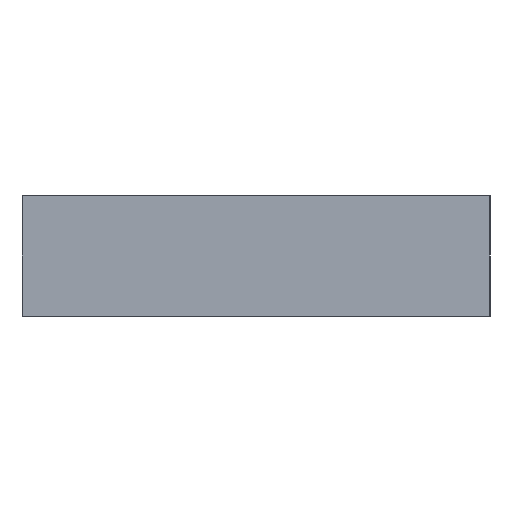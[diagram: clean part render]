
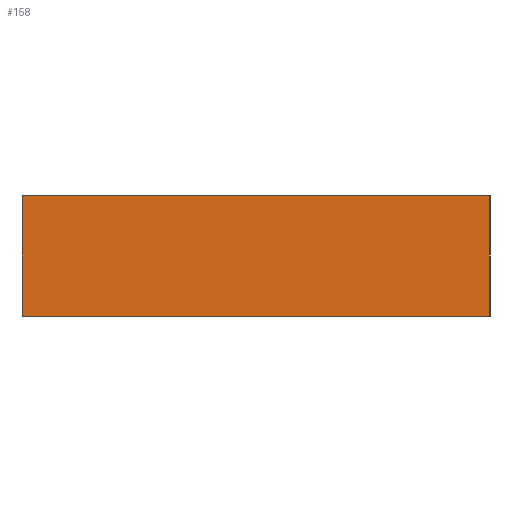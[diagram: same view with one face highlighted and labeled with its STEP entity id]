
A CAD part, left-side view. The second image highlights one B-rep face of the part: STEP entity #158.
In plain terms, the highlighted planar face has unit normal (-1, 0, 0).
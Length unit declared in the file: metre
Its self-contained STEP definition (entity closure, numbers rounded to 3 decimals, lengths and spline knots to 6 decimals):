
#33=ORIENTED_EDGE('',*,*,#67,.F.);
#34=ORIENTED_EDGE('',*,*,#60,.F.);
#35=ORIENTED_EDGE('',*,*,#68,.T.);
#36=ORIENTED_EDGE('',*,*,#65,.T.);
#60=EDGE_CURVE('',#78,#76,#92,.T.);
#65=EDGE_CURVE('',#82,#81,#97,.T.);
#67=EDGE_CURVE('',#76,#81,#99,.T.);
#68=EDGE_CURVE('',#78,#82,#100,.T.);
#76=VERTEX_POINT('',#240);
#78=VERTEX_POINT('',#244);
#81=VERTEX_POINT('',#254);
#82=VERTEX_POINT('',#256);
#92=LINE('',#245,#104);
#97=LINE('',#255,#109);
#99=LINE('',#259,#111);
#100=LINE('',#260,#112);
#104=VECTOR('',#199,1.);
#109=VECTOR('',#208,1.);
#111=VECTOR('',#212,1.);
#112=VECTOR('',#213,1.);
#116=EDGE_LOOP('',(#33,#34,#35,#36));
#134=FACE_BOUND('',#116,.T.);
#152=PLANE('',#180);
#158=ADVANCED_FACE('',(#134),#152,.T.);
#180=AXIS2_PLACEMENT_3D('',#258,#210,#211);
#199=DIRECTION('',(0.,0.,-1.));
#208=DIRECTION('',(0.,0.,-1.));
#210=DIRECTION('',(-1.,0.,0.));
#211=DIRECTION('',(0.,0.,1.));
#212=DIRECTION('',(0.,1.,0.));
#213=DIRECTION('',(0.,1.,0.));
#240=CARTESIAN_POINT('',(-0.035365,-0.011176,0.));
#244=CARTESIAN_POINT('',(-0.035365,-0.011176,0.00575));
#245=CARTESIAN_POINT('',(-0.035365,-0.011176,0.00575));
#254=CARTESIAN_POINT('',(-0.035365,0.011176,0.));
#255=CARTESIAN_POINT('',(-0.035365,0.011176,0.00575));
#256=CARTESIAN_POINT('',(-0.035365,0.011176,0.00575));
#258=CARTESIAN_POINT('',(-0.035365,0.,0.00575));
#259=CARTESIAN_POINT('',(-0.035365,0.,0.));
#260=CARTESIAN_POINT('',(-0.035365,0.,0.00575));
